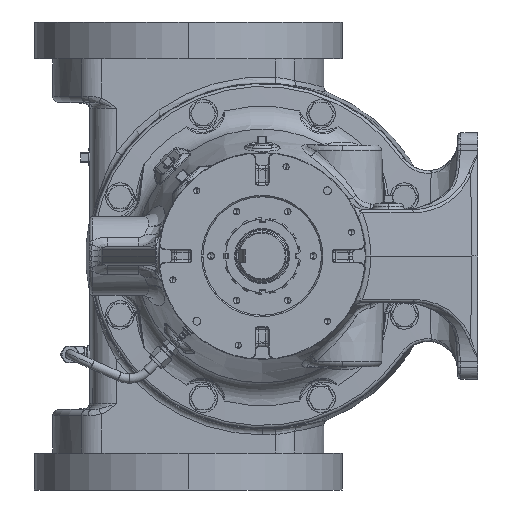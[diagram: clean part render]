
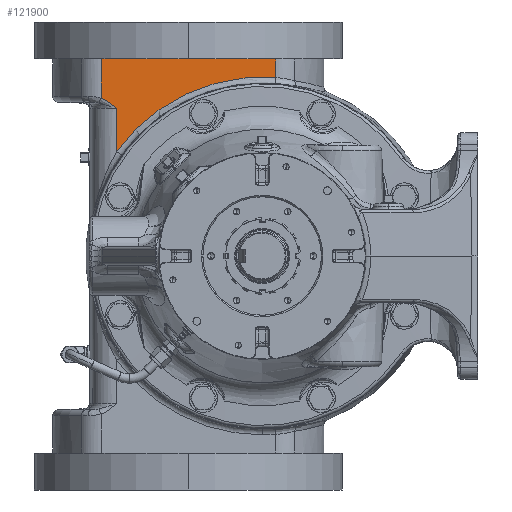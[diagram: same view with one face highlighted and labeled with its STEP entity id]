
A CAD part, left-side view. The second image highlights one B-rep face of the part: STEP entity #121900.
In plain terms, the highlighted planar face has unit normal (-1, 0, 0).
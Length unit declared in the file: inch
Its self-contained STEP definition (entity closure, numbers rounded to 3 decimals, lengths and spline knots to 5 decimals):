
#434 = CARTESIAN_POINT ( 'NONE',  ( 0.865, 6.25878, 6.26453 ) ) ;
#1369 = CARTESIAN_POINT ( 'NONE',  ( 0.865, 6.15379, 6.19133 ) ) ;
#2804 = DIRECTION ( 'NONE',  ( 0., -1., 0. ) ) ;
#3528 = EDGE_CURVE ( 'NONE', #92904, #110322, #142171, .T. ) ;
#4277 = VECTOR ( 'NONE', #43841, 39.37008 ) ;
#4799 = DIRECTION ( 'NONE',  ( 0., 0., -1. ) ) ;
#7318 = CARTESIAN_POINT ( 'NONE',  ( 0.865, 6.42893, 8. ) ) ;
#8946 = CARTESIAN_POINT ( 'NONE',  ( 0.865, 5.90249, 8.3621 ) ) ;
#9252 = VECTOR ( 'NONE', #141446, 39.37008 ) ;
#9586 = B_SPLINE_CURVE_WITH_KNOTS ( 'NONE', 3,
 ( #128610, #127696, #43163, #100699, #434, #1369, #30105, #57984, #170505, #99788, #44062, #13481, #86750, #97937, #143463 ),
 .UNSPECIFIED., .F., .F.,
 ( 4, 2, 2, 2, 2, 1, 2, 4 ),
 ( 0., 0.00487, 0.00974, 0.01461, 0.01704, 0.01826, 0.01887, 0.01947 ),
 .UNSPECIFIED. ) ;
#10060 = CIRCLE ( 'NONE', #51522, 7.26334 ) ;
#13256 = CARTESIAN_POINT ( 'NONE',  ( 0.865, -0.54251, 8.74 ) ) ;
#13481 = CARTESIAN_POINT ( 'NONE',  ( 0.865, 5.92727, 6.0113 ) ) ;
#15749 = ORIENTED_EDGE ( 'NONE', *, *, #3528, .F. ) ;
#23661 = VERTEX_POINT ( 'NONE', #53134 ) ;
#25417 = VERTEX_POINT ( 'NONE', #153501 ) ;
#29422 = LINE ( 'NONE', #44274, #64461 ) ;
#30105 = CARTESIAN_POINT ( 'NONE',  ( 0.865, 6.10262, 6.15258 ) ) ;
#40194 = LINE ( 'NONE', #98634, #9252 ) ;
#43163 = CARTESIAN_POINT ( 'NONE',  ( 0.865, 6.42418, 6.36149 ) ) ;
#43841 = DIRECTION ( 'NONE',  ( 0., 0., -1. ) ) ;
#44062 = CARTESIAN_POINT ( 'NONE',  ( 0.865, 5.94587, 6.02667 ) ) ;
#44274 = CARTESIAN_POINT ( 'NONE',  ( 0.865, 5.90249, 8. ) ) ;
#44723 = LINE ( 'NONE', #132041, #82068 ) ;
#47478 = AXIS2_PLACEMENT_3D ( 'NONE', #8946, #62805, #149245 ) ;
#47959 = VECTOR ( 'NONE', #2804, 39.37008 ) ;
#48705 = CARTESIAN_POINT ( 'NONE',  ( 0.865, 6.54251, 8. ) ) ;
#51522 = AXIS2_PLACEMENT_3D ( 'NONE', #64864, #147643, #107608 ) ;
#53134 = CARTESIAN_POINT ( 'NONE',  ( 0.865, 6.54251, 6.41306 ) ) ;
#57984 = CARTESIAN_POINT ( 'NONE',  ( 0.865, 6.02693, 6.09274 ) ) ;
#62805 = DIRECTION ( 'NONE',  ( 1., 0., 0. ) ) ;
#64461 = VECTOR ( 'NONE', #121322, 39.37008 ) ;
#64864 = CARTESIAN_POINT ( 'NONE',  ( 0.865, 0., 0. ) ) ;
#69859 = LINE ( 'NONE', #13256, #4277 ) ;
#71509 = CARTESIAN_POINT ( 'NONE',  ( 0.865, 5.90249, 8. ) ) ;
#78089 = EDGE_CURVE ( 'NONE', #92904, #23661, #44723, .T. ) ;
#80535 = ORIENTED_EDGE ( 'NONE', *, *, #99770, .F. ) ;
#82068 = VECTOR ( 'NONE', #4799, 39.37008 ) ;
#85804 = CARTESIAN_POINT ( 'NONE',  ( 0.865, -0.54251, 8. ) ) ;
#85816 = LINE ( 'NONE', #101592, #95409 ) ;
#86553 = EDGE_CURVE ( 'NONE', #159078, #25417, #10060, .T. ) ;
#86750 = CARTESIAN_POINT ( 'NONE',  ( 0.865, 5.91487, 6.00105 ) ) ;
#92904 = VERTEX_POINT ( 'NONE', #48705 ) ;
#93705 = CARTESIAN_POINT ( 'NONE',  ( 0.865, 5.90249, 4.23282 ) ) ;
#94224 = ORIENTED_EDGE ( 'NONE', *, *, #101770, .T. ) ;
#95409 = VECTOR ( 'NONE', #142531, 39.37008 ) ;
#97937 = CARTESIAN_POINT ( 'NONE',  ( 0.865, 5.90864, 5.99589 ) ) ;
#98424 = VERTEX_POINT ( 'NONE', #85804 ) ;
#98634 = CARTESIAN_POINT ( 'NONE',  ( 0.865, 5.90249, 8. ) ) ;
#99770 = EDGE_CURVE ( 'NONE', #149390, #98424, #40194, .T. ) ;
#99788 = CARTESIAN_POINT ( 'NONE',  ( 0.865, 5.96451, 6.04199 ) ) ;
#100699 = CARTESIAN_POINT ( 'NONE',  ( 0.865, 6.31259, 6.29899 ) ) ;
#101592 = CARTESIAN_POINT ( 'NONE',  ( 0.865, 5.90249, 8.3621 ) ) ;
#101770 = EDGE_CURVE ( 'NONE', #23661, #114900, #9586, .T. ) ;
#107207 = ORIENTED_EDGE ( 'NONE', *, *, #130169, .F. ) ;
#107608 = DIRECTION ( 'NONE',  ( 0., 0., -1. ) ) ;
#110109 = EDGE_LOOP ( 'NONE', ( #15749, #142549, #94224, #139894, #113887, #107207, #80535, #134996 ) ) ;
#110322 = VERTEX_POINT ( 'NONE', #7318 ) ;
#113887 = ORIENTED_EDGE ( 'NONE', *, *, #86553, .T. ) ;
#114900 = VERTEX_POINT ( 'NONE', #162510 ) ;
#121322 = DIRECTION ( 'NONE',  ( 0., -1., 0. ) ) ;
#121900 = ADVANCED_FACE ( 'Defeatured_0_451', ( #135319 ), #136218, .F. ) ;
#127696 = CARTESIAN_POINT ( 'NONE',  ( 0.865, 6.48194, 6.38955 ) ) ;
#128610 = CARTESIAN_POINT ( 'NONE',  ( 0.865, 6.54251, 6.41306 ) ) ;
#130169 = EDGE_CURVE ( 'NONE', #98424, #25417, #69859, .T. ) ;
#132041 = CARTESIAN_POINT ( 'NONE',  ( 0.865, 6.54251, 8.74 ) ) ;
#134996 = ORIENTED_EDGE ( 'NONE', *, *, #161279, .F. ) ;
#135319 = FACE_OUTER_BOUND ( 'NONE', #110109, .T. ) ;
#136218 = PLANE ( 'NONE',  #47478 ) ;
#139894 = ORIENTED_EDGE ( 'NONE', *, *, #178323, .T. ) ;
#141446 = DIRECTION ( 'NONE',  ( 0., -1., 0. ) ) ;
#142171 = LINE ( 'NONE', #71509, #47959 ) ;
#142531 = DIRECTION ( 'NONE',  ( 0., 0., -1. ) ) ;
#142549 = ORIENTED_EDGE ( 'NONE', *, *, #78089, .T. ) ;
#143463 = CARTESIAN_POINT ( 'NONE',  ( 0.865, 5.90249, 5.9908 ) ) ;
#147643 = DIRECTION ( 'NONE',  ( 1., 0., 0. ) ) ;
#149245 = DIRECTION ( 'NONE',  ( 0., 0., -1. ) ) ;
#149390 = VERTEX_POINT ( 'NONE', #161961 ) ;
#153501 = CARTESIAN_POINT ( 'NONE',  ( 0.865, -0.54251, 7.24305 ) ) ;
#159078 = VERTEX_POINT ( 'NONE', #93705 ) ;
#161279 = EDGE_CURVE ( 'NONE', #110322, #149390, #29422, .T. ) ;
#161961 = CARTESIAN_POINT ( 'NONE',  ( 0.865, -0.42893, 8. ) ) ;
#162510 = CARTESIAN_POINT ( 'NONE',  ( 0.865, 5.90249, 5.9908 ) ) ;
#170505 = CARTESIAN_POINT ( 'NONE',  ( 0.865, 6.00189, 6.07252 ) ) ;
#178323 = EDGE_CURVE ( 'NONE', #114900, #159078, #85816, .T. ) ;
